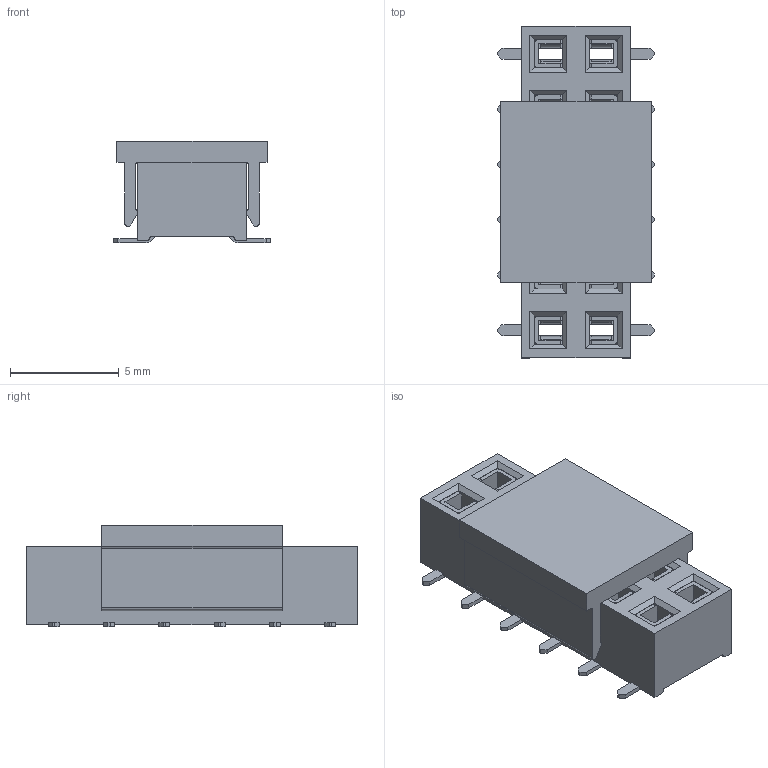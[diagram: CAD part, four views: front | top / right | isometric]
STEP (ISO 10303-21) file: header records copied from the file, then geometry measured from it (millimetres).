
FILE_DESCRIPTION(/* description */ ('Unknown'),/* implementation_level */ '2;1');
FILE_NAME(/* name */ 'J_Wurth_WR-PHD_610312243021',/* time_stamp */ '2025-04-21T13:11:21+08:00',/* author */ ('Unknown'),/* organization */ ('Unknown'),/* preprocessor_version */ 'ST-DEVELOPER v19.4',/* originating_system */ 'Solid Edge',/* authorisation */ 'Unknown');
FILE_SCHEMA (('AUTOMOTIVE_DESIGN {1 0 10303 214 3 1 1}'));
Length unit declared in the file: millimetre
Products named in the file (2): J_Wurth_WR-PHD_610312243021
Assembly tree (1 placements, depth 2):
  J_Wurth_WR-PHD_610312243021
    J_Wurth_WR-PHD_610312243021
Bounding box: 7.2 x 15.24 x 4.68 mm (x, y, z)
Volume: 300.4 mm3; surface area: 1021.7 mm2
Topology: 14 solids, 14 shells, 1088 faces, 2952 edges, 1880 vertices
Faces by surface type: plane 790, cylinder 298
Entity records: 33950 total; most frequent: CARTESIAN_POINT 5922, ORIENTED_EDGE 5904, DIRECTION 5752, EDGE_CURVE 2952, LINE 2332, VECTOR 2332, VERTEX_POINT 1880, AXIS2_PLACEMENT_3D 1710
